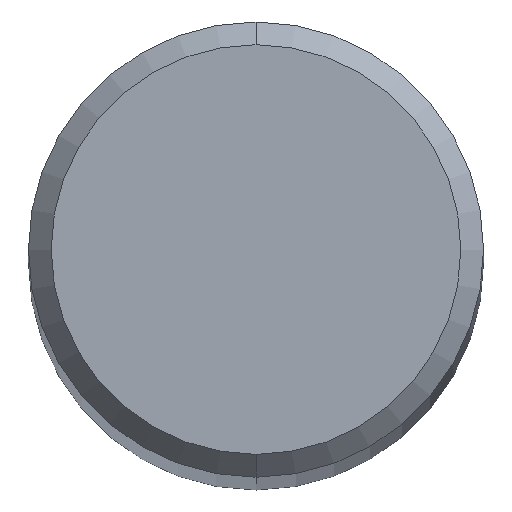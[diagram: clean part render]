
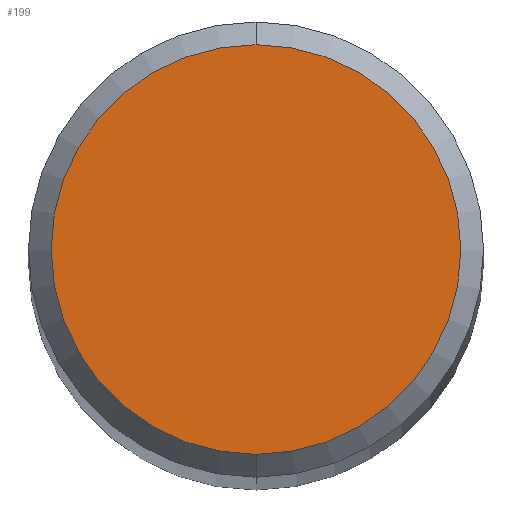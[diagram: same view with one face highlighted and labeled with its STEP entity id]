
A CAD part, top view. The second image highlights one B-rep face of the part: STEP entity #199.
In plain terms, the highlighted planar face has unit normal (0, 0, 1).
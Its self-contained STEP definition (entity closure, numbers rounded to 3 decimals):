
#159=VERTEX_POINT('',#420);
#185=EDGE_CURVE('',#159,#215,#450,.T.);
#199=ADVANCED_FACE('',(#465),#466,.T.);
#215=VERTEX_POINT('',#483);
#279=EDGE_CURVE('',#215,#159,#556,.T.);
#420=CARTESIAN_POINT('',(0.,-5.4,0.0));
#450=CIRCLE('',#742,5.4);
#465=FACE_OUTER_BOUND('',#763,.T.);
#466=PLANE('',#764);
#483=CARTESIAN_POINT('',(0.0,5.4,0.0));
#556=CIRCLE('',#989,5.4);
#742=AXIS2_PLACEMENT_3D('',#1371,#1372,#1373);
#763=EDGE_LOOP('',(#1386,#1387));
#764=AXIS2_PLACEMENT_3D('',#1388,#1389,#1390);
#989=AXIS2_PLACEMENT_3D('',#1501,#1502,#1503);
#1371=CARTESIAN_POINT('',(0.0,0.0,0.0));
#1372=DIRECTION('',(0.0,0.0,-1.0));
#1373=DIRECTION('',(0.0,1.0,0.0));
#1386=ORIENTED_EDGE('',*,*,#279,.F.);
#1387=ORIENTED_EDGE('',*,*,#185,.F.);
#1388=CARTESIAN_POINT('',(0.0,2.7,0.0));
#1389=DIRECTION('',(-0.0,0.0,1.0));
#1390=DIRECTION('',(0.0,-1.0,0.0));
#1501=CARTESIAN_POINT('',(0.0,0.0,0.0));
#1502=DIRECTION('',(0.0,0.0,-1.0));
#1503=DIRECTION('',(0.0,1.0,0.0));
